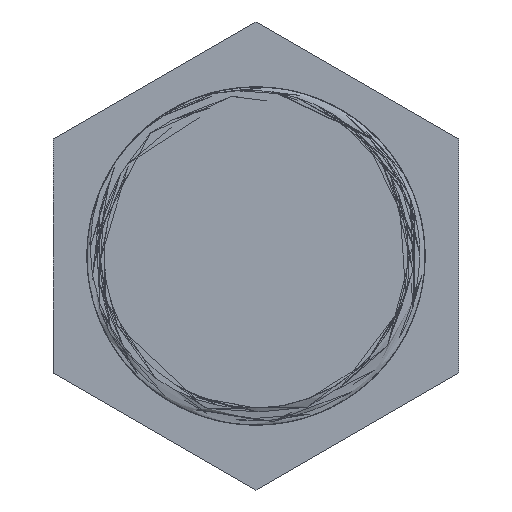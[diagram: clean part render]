
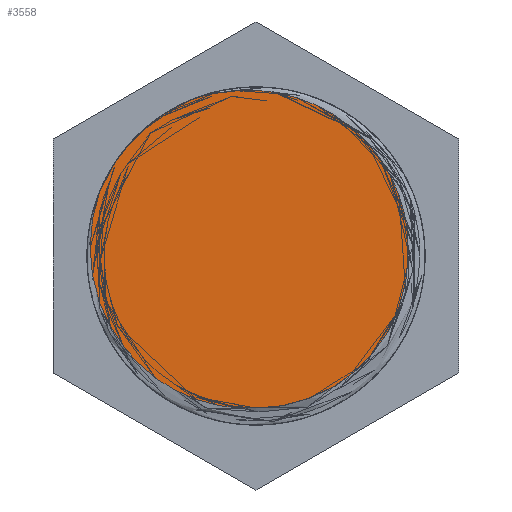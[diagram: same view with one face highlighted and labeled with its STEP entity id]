
A CAD part, front view. The second image highlights one B-rep face of the part: STEP entity #3558.
In plain terms, the highlighted planar face has unit normal (0, -1, 0).
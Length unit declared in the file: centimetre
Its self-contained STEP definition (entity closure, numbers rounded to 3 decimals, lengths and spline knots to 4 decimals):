
#236 = CARTESIAN_POINT ( 'NONE',  ( 0.1022, -9., 0.6413 ) ) ;
#280 = CIRCLE ( 'NONE', #9134, 0.6 ) ;
#305 = CARTESIAN_POINT ( 'NONE',  ( 0.5272, -9., 0.3257 ) ) ;
#371 = CARTESIAN_POINT ( 'NONE',  ( 0.4855, -9., 0.3921 ) ) ;
#905 = CARTESIAN_POINT ( 'NONE',  ( -0.5062, -9., -0.3815 ) ) ;
#970 = CARTESIAN_POINT ( 'NONE',  ( -0.3028, -9., -0.5403 ) ) ;
#993 = DIRECTION ( 'NONE',  ( 0., 0., -1. ) ) ;
#1032 = ORIENTED_EDGE ( 'NONE', *, *, #9227, .T. ) ;
#1097 = CARTESIAN_POINT ( 'NONE',  ( -0.5901, -9., -0.2499 ) ) ;
#1120 = AXIS2_PLACEMENT_3D ( 'NONE', #5902, #4380, #4445 ) ;
#1220 = VERTEX_POINT ( 'NONE', #13045 ) ;
#1294 = CARTESIAN_POINT ( 'NONE',  ( 0.5766, -9., 0.2063 ) ) ;
#2018 = CARTESIAN_POINT ( 'NONE',  ( -0.1802, -9., -0.5836 ) ) ;
#2152 = CARTESIAN_POINT ( 'NONE',  ( 0.55, -9., 0.2792 ) ) ;
#2281 = CARTESIAN_POINT ( 'NONE',  ( 0.0768, -9., 0.6462 ) ) ;
#2870 = PLANE ( 'NONE',  #1120 ) ;
#2938 = CARTESIAN_POINT ( 'NONE',  ( -0.6168, -9., 0.2555 ) ) ;
#3003 = CARTESIAN_POINT ( 'NONE',  ( -0.4714, -9., -0.4196 ) ) ;
#3124 = CARTESIAN_POINT ( 'NONE',  ( -0.4104, -9., 0.5338 ) ) ;
#3130 = CARTESIAN_POINT ( 'NONE',  ( -0.6562, -9., -0.0005 ) ) ;
#3254 = CARTESIAN_POINT ( 'NONE',  ( -0.5031, -9., 0.4411 ) ) ;
#3558 = ADVANCED_FACE ( 'NONE', ( #12894 ), #2870, .T. ) ;
#3647 = CARTESIAN_POINT ( 'NONE',  ( -0.2555, -9., 0.6168 ) ) ;
#3863 = CARTESIAN_POINT ( 'NONE',  ( -0.6427, -9., -0.1031 ) ) ;
#3946 = CARTESIAN_POINT ( 'NONE',  ( 0.6029, -9., 0.0524 ) ) ;
#4326 = CARTESIAN_POINT ( 'NONE',  ( -0.2555, -9., 0.6168 ) ) ;
#4380 = DIRECTION ( 'NONE',  ( 0., -1., 0. ) ) ;
#4392 = CARTESIAN_POINT ( 'NONE',  ( 0.1523, -9., 0.6284 ) ) ;
#4445 = DIRECTION ( 'NONE',  ( 0., 0., -1. ) ) ;
#4457 = CARTESIAN_POINT ( 'NONE',  ( 0.3797, -9., 0.5056 ) ) ;
#4496 = CARTESIAN_POINT ( 'NONE',  ( -0.6168, -9., 0.2555 ) ) ;
#4917 = CARTESIAN_POINT ( 'NONE',  ( -0.6294, -9., -0.1543 ) ) ;
#4928 = VERTEX_POINT ( 'NONE', #4496 ) ;
#5057 = CARTESIAN_POINT ( 'NONE',  ( 0.6, -9., 0. ) ) ;
#5102 = CARTESIAN_POINT ( 'NONE',  ( -0.6168, -9., 0.2555 ) ) ;
#5162 = CARTESIAN_POINT ( 'NONE',  ( -0.531, -9., 0.4071 ) ) ;
#5307 = CARTESIAN_POINT ( 'NONE',  ( 0.2502, -9., 0.5918 ) ) ;
#5434 = CARTESIAN_POINT ( 'NONE',  ( 0.2957, -9., 0.5672 ) ) ;
#5556 = VERTEX_POINT ( 'NONE', #3647 ) ;
#5902 = CARTESIAN_POINT ( 'NONE',  ( 0., -9., 0. ) ) ;
#5970 = CARTESIAN_POINT ( 'NONE',  ( -0.6458, -9., 0.1554 ) ) ;
#6037 = CARTESIAN_POINT ( 'NONE',  ( 0., -9., -0.6 ) ) ;
#6172 = CARTESIAN_POINT ( 'NONE',  ( 0.3592, -9., 0.5221 ) ) ;
#6236 = CARTESIAN_POINT ( 'NONE',  ( 0.5834, -9., 0.181 ) ) ;
#6303 = CARTESIAN_POINT ( 'NONE',  ( -0.1557, -9., 0.6456 ) ) ;
#6438 = CARTESIAN_POINT ( 'NONE',  ( -0.2061, -9., 0.6343 ) ) ;
#6512 = ORIENTED_EDGE ( 'NONE', *, *, #12334, .T. ) ;
#6580 = EDGE_LOOP ( 'NONE', ( #8021, #9259, #1032, #6512 ) ) ;
#6833 = B_SPLINE_CURVE_WITH_KNOTS ( 'NONE', 3,
 ( #12281, #11297, #3124, #3254, #5162, #9186, #8326, #5102 ),
 .UNSPECIFIED., .F., .F.,
 ( 4, 2, 2, 4 ),
 ( 0., 0.0026, 0.0039, 0.0052 ),
 .UNSPECIFIED. ) ;
#6966 = CARTESIAN_POINT ( 'NONE',  ( -0.1039, -9., -0.599 ) ) ;
#7164 = CARTESIAN_POINT ( 'NONE',  ( 0.5599, -9., 0.2553 ) ) ;
#7288 = CARTESIAN_POINT ( 'NONE',  ( 0.5143, -9., 0.3485 ) ) ;
#7420 = CARTESIAN_POINT ( 'NONE',  ( 0.599, -9., 0.1042 ) ) ;
#7678 = CARTESIAN_POINT ( 'NONE',  ( 0., -9., -0.6 ) ) ;
#8021 = ORIENTED_EDGE ( 'NONE', *, *, #11863, .T. ) ;
#8139 = CARTESIAN_POINT ( 'NONE',  ( -0.6568, -9., 0.0515 ) ) ;
#8214 = CARTESIAN_POINT ( 'NONE',  ( 0.4362, -9., 0.452 ) ) ;
#8326 = CARTESIAN_POINT ( 'NONE',  ( -0.6001, -9., 0.2959 ) ) ;
#8346 = CARTESIAN_POINT ( 'NONE',  ( 0.4699, -9., 0.4128 ) ) ;
#8412 = CARTESIAN_POINT ( 'NONE',  ( -0.0531, -9., 0.6567 ) ) ;
#8833 = DIRECTION ( 'NONE',  ( 0., -1., 0. ) ) ;
#8878 = CARTESIAN_POINT ( 'NONE',  ( -0.5655, -9., -0.2954 ) ) ;
#9115 = EDGE_CURVE ( 'NONE', #1220, #5556, #11709, .T. ) ;
#9134 = AXIS2_PLACEMENT_3D ( 'NONE', #10877, #8833, #993 ) ;
#9186 = CARTESIAN_POINT ( 'NONE',  ( -0.5795, -9., 0.3344 ) ) ;
#9227 = EDGE_CURVE ( 'NONE', #5556, #4928, #6833, .T. ) ;
#9259 = ORIENTED_EDGE ( 'NONE', *, *, #9115, .T. ) ;
#9354 = B_SPLINE_CURVE_WITH_KNOTS ( 'NONE', 3,
 ( #2938, #12161, #5970, #8139, #3130, #3863, #4917, #12034, #1097, #8878, #10063, #905, #3003, #11055, #9932, #11903, #970, #11117, #12099, #2018, #6966, #13026, #6037 ),
 .UNSPECIFIED., .F., .F.,
 ( 4, 2, 2, 2, 2, 2, 2, 2, 1, 2, 2, 4 ),
 ( 0., 0.0016, 0.0031, 0.0047, 0.0055, 0.0062, 0.0078, 0.0086, 0.0094, 0.0101, 0.0109, 0.0125 ),
 .UNSPECIFIED. ) ;
#9462 = CARTESIAN_POINT ( 'NONE',  ( 0.1772, -9., 0.6203 ) ) ;
#9932 = CARTESIAN_POINT ( 'NONE',  ( -0.3912, -9., -0.4862 ) ) ;
#10063 = CARTESIAN_POINT ( 'NONE',  ( -0.5516, -9., -0.3177 ) ) ;
#10877 = CARTESIAN_POINT ( 'NONE',  ( 0., -9., 0. ) ) ;
#11055 = CARTESIAN_POINT ( 'NONE',  ( -0.4123, -9., -0.4703 ) ) ;
#11117 = CARTESIAN_POINT ( 'NONE',  ( -0.2549, -9., -0.56 ) ) ;
#11297 = CARTESIAN_POINT ( 'NONE',  ( -0.3363, -9., 0.5834 ) ) ;
#11315 = CARTESIAN_POINT ( 'NONE',  ( 0.4182, -9., 0.4706 ) ) ;
#11709 = B_SPLINE_CURVE_WITH_KNOTS ( 'NONE', 3,
 ( #5057, #3946, #7420, #6236, #1294, #7164, #2152, #305, #7288, #371, #8346, #8214, #11315, #4457, #6172, #5434, #5307, #9462, #4392, #236, #2281, #12433, #8412, #6303, #6438, #4326 ),
 .UNSPECIFIED., .F., .F.,
 ( 4, 2, 2, 2, 2, 2, 2, 2, 2, 2, 2, 2, 4 ),
 ( 0., 0.0016, 0.0023, 0.0031, 0.0039, 0.0047, 0.0055, 0.0062, 0.0078, 0.0086, 0.0093, 0.0109, 0.0125 ),
 .UNSPECIFIED. ) ;
#11863 = EDGE_CURVE ( 'NONE', #12636, #1220, #280, .T. ) ;
#11903 = CARTESIAN_POINT ( 'NONE',  ( -0.3477, -9., -0.5147 ) ) ;
#12034 = CARTESIAN_POINT ( 'NONE',  ( -0.601, -9., -0.2265 ) ) ;
#12099 = CARTESIAN_POINT ( 'NONE',  ( -0.2056, -9., -0.5768 ) ) ;
#12161 = CARTESIAN_POINT ( 'NONE',  ( -0.6343, -9., 0.2061 ) ) ;
#12281 = CARTESIAN_POINT ( 'NONE',  ( -0.2555, -9., 0.6168 ) ) ;
#12334 = EDGE_CURVE ( 'NONE', #4928, #12636, #9354, .T. ) ;
#12433 = CARTESIAN_POINT ( 'NONE',  ( -0.0001, -9., 0.6562 ) ) ;
#12636 = VERTEX_POINT ( 'NONE', #7678 ) ;
#12894 = FACE_OUTER_BOUND ( 'NONE', #6580, .T. ) ;
#13026 = CARTESIAN_POINT ( 'NONE',  ( -0.0524, -9., -0.6029 ) ) ;
#13045 = CARTESIAN_POINT ( 'NONE',  ( 0.6, -9., 0. ) ) ;
